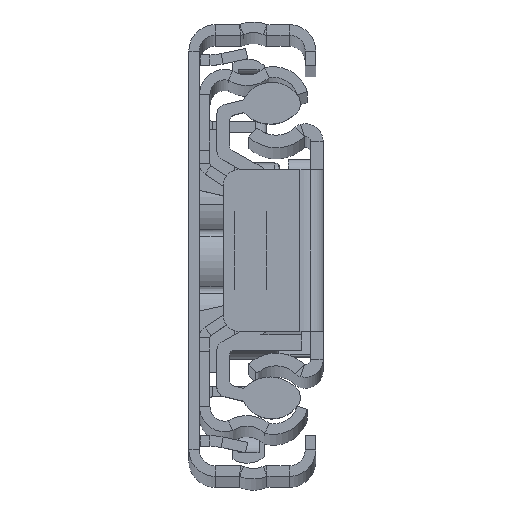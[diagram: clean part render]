
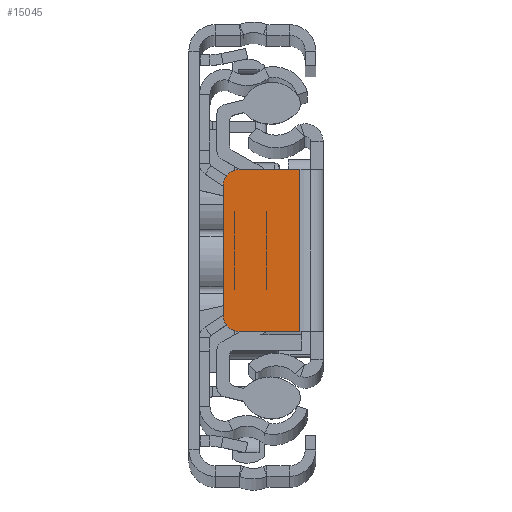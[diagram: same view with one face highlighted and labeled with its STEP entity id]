
A CAD part, top view. The second image highlights one B-rep face of the part: STEP entity #15045.
In plain terms, the highlighted planar face has unit normal (0, 0, 1).
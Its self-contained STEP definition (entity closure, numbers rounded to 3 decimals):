
#491 = CARTESIAN_POINT ( 'NONE',  ( 0., 0., 0. ) ) ;
#562 = VERTEX_POINT ( 'NONE', #21785 ) ;
#870 = EDGE_CURVE ( 'NONE', #562, #18845, #17029, .T. ) ;
#1127 = ORIENTED_EDGE ( 'NONE', *, *, #5240, .F. ) ;
#1366 = ORIENTED_EDGE ( 'NONE', *, *, #19974, .T. ) ;
#1490 = DIRECTION ( 'NONE',  ( -1., 0., 0. ) ) ;
#2658 = VECTOR ( 'NONE', #12113, 1000. ) ;
#3160 = LINE ( 'NONE', #9945, #13249 ) ;
#3165 = DIRECTION ( 'NONE',  ( 0., 0., 1. ) ) ;
#3906 = VERTEX_POINT ( 'NONE', #19720 ) ;
#4712 = ORIENTED_EDGE ( 'NONE', *, *, #10133, .T. ) ;
#5240 = EDGE_CURVE ( 'NONE', #17371, #13719, #8914, .T. ) ;
#6577 = CARTESIAN_POINT ( 'NONE',  ( 0., -7.65, 0. ) ) ;
#6627 = CARTESIAN_POINT ( 'NONE',  ( -7.95, -6.15, 0. ) ) ;
#7406 = PLANE ( 'NONE',  #11030 ) ;
#7786 = EDGE_CURVE ( 'NONE', #18992, #3906, #8285, .T. ) ;
#8285 = CIRCLE ( 'NONE', #16135, 1.5 ) ;
#8661 = ORIENTED_EDGE ( 'NONE', *, *, #7786, .T. ) ;
#8819 = AXIS2_PLACEMENT_3D ( 'NONE', #6627, #3165, #1490 ) ;
#8829 = CARTESIAN_POINT ( 'NONE',  ( -2.2, -7.65, 0. ) ) ;
#8914 = LINE ( 'NONE', #10695, #19962 ) ;
#9945 = CARTESIAN_POINT ( 'NONE',  ( -9.45, 0., 0. ) ) ;
#10133 = EDGE_CURVE ( 'NONE', #17371, #18992, #20683, .T. ) ;
#10695 = CARTESIAN_POINT ( 'NONE',  ( -2.2, -7.65, 0. ) ) ;
#10810 = DIRECTION ( 'NONE',  ( 0., -1., 0. ) ) ;
#11030 = AXIS2_PLACEMENT_3D ( 'NONE', #491, #11078, #14219 ) ;
#11078 = DIRECTION ( 'NONE',  ( 0., 0., -1. ) ) ;
#11580 = DIRECTION ( 'NONE',  ( 1., 0., 0. ) ) ;
#12113 = DIRECTION ( 'NONE',  ( -1., 0., 0. ) ) ;
#12650 = FACE_OUTER_BOUND ( 'NONE', #21199, .T. ) ;
#13249 = VECTOR ( 'NONE', #16767, 1000. ) ;
#13682 = CARTESIAN_POINT ( 'NONE',  ( -7.95, 6.15, 0. ) ) ;
#13695 = CARTESIAN_POINT ( 'NONE',  ( -7.95, -7.65, 0. ) ) ;
#13719 = VERTEX_POINT ( 'NONE', #8829 ) ;
#14219 = DIRECTION ( 'NONE',  ( -1., 0., 0. ) ) ;
#14931 = LINE ( 'NONE', #6577, #22038 ) ;
#15045 = ADVANCED_FACE ( 'NONE', ( #12650 ), #7406, .F. ) ;
#15347 = DIRECTION ( 'NONE',  ( 0., 0., 1. ) ) ;
#16135 = AXIS2_PLACEMENT_3D ( 'NONE', #13682, #15347, #20892 ) ;
#16767 = DIRECTION ( 'NONE',  ( 0., -1., 0. ) ) ;
#17029 = CIRCLE ( 'NONE', #8819, 1.5 ) ;
#17371 = VERTEX_POINT ( 'NONE', #21389 ) ;
#18061 = ORIENTED_EDGE ( 'NONE', *, *, #870, .T. ) ;
#18845 = VERTEX_POINT ( 'NONE', #13695 ) ;
#18873 = ORIENTED_EDGE ( 'NONE', *, *, #21911, .T. ) ;
#18992 = VERTEX_POINT ( 'NONE', #21698 ) ;
#19029 = CARTESIAN_POINT ( 'NONE',  ( 0., 7.65, 0. ) ) ;
#19720 = CARTESIAN_POINT ( 'NONE',  ( -9.45, 6.15, 0. ) ) ;
#19962 = VECTOR ( 'NONE', #10810, 1000. ) ;
#19974 = EDGE_CURVE ( 'NONE', #3906, #562, #3160, .T. ) ;
#20683 = LINE ( 'NONE', #19029, #2658 ) ;
#20892 = DIRECTION ( 'NONE',  ( -1., 0., 0. ) ) ;
#21199 = EDGE_LOOP ( 'NONE', ( #1366, #18061, #18873, #1127, #4712, #8661 ) ) ;
#21389 = CARTESIAN_POINT ( 'NONE',  ( -2.2, 7.65, 0. ) ) ;
#21698 = CARTESIAN_POINT ( 'NONE',  ( -7.95, 7.65, 0. ) ) ;
#21785 = CARTESIAN_POINT ( 'NONE',  ( -9.45, -6.15, 0. ) ) ;
#21911 = EDGE_CURVE ( 'NONE', #18845, #13719, #14931, .T. ) ;
#22038 = VECTOR ( 'NONE', #11580, 1000. ) ;
